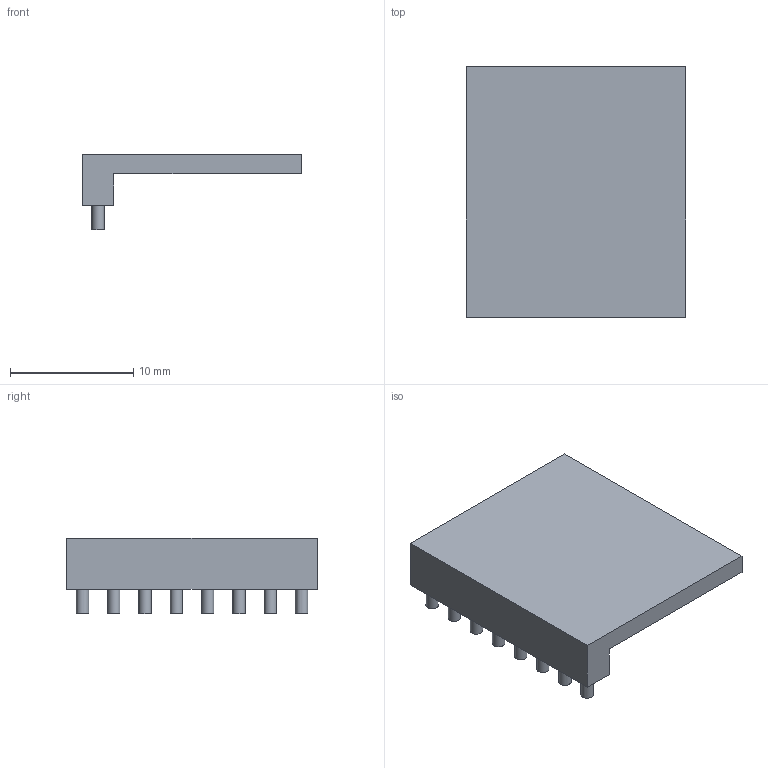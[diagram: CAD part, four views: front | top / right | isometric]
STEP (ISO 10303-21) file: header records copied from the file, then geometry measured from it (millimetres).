
FILE_DESCRIPTION(('FreeCAD Model'),'2;1');
FILE_NAME('Open CASCADE Shape Model','2025-06-19T23:37:26',('Author'),( ''),'Open CASCADE STEP processor 7.7','FreeCAD','Unknown');
FILE_SCHEMA(('AUTOMOTIVE_DESIGN { 1 0 10303 214 1 1 1 1 }'));
Length unit declared in the file: millimetre
Products named in the file (1): Body
Bounding box: 17.78 x 20.32 x 6.14 mm (x, y, z)
Volume: 721.7 mm3; surface area: 1010.9 mm2
Topology: 1 solids, 1 shells, 24 faces, 42 edges, 28 vertices
Faces by surface type: plane 16, cylinder 8
Full cylindrical faces by diameter (mm): 1 x8
Entity records: 604 total; most frequent: DIRECTION 108, CARTESIAN_POINT 95, ORIENTED_EDGE 84, EDGE_CURVE 42, AXIS2_PLACEMENT_3D 41, FACE_BOUND 32, EDGE_LOOP 32, VERTEX_POINT 28
